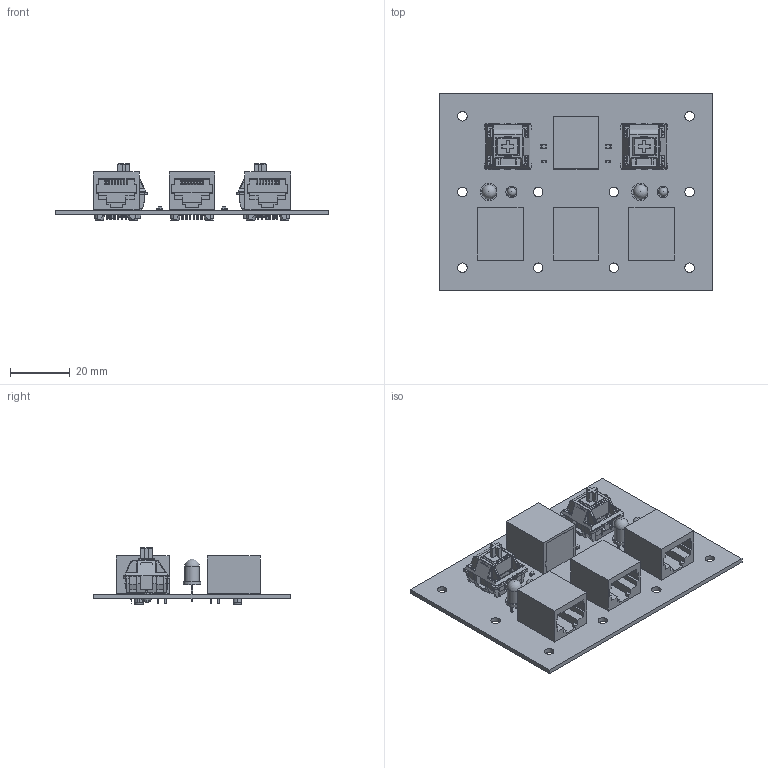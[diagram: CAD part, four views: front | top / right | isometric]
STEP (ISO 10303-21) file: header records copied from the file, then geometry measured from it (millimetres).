
FILE_DESCRIPTION(('KiCad electronic assembly'),'2;1');
FILE_NAME('front_panel_pc_mount.step','2025-05-28T01:44:09',('Pcbnew'),( 'Kicad'),'Open CASCADE STEP processor 7.8','KiCad to STEP converter' ,'Unknown');
FILE_SCHEMA(('AUTOMOTIVE_DESIGN { 1 0 10303 214 1 1 1 1 }'));
Length unit declared in the file: millimetre
Products named in the file (8): front_panel_pc_mount 1; LED_D3.0mm; LED_0603_1608Metric; 54602-908LF; SW_Cherry_MX_PCB; LED_0805_2012Metric; LED_D5.0mm; front_panel_pc_mount_PCB
Assembly tree (15 placements, depth 2):
  front_panel_pc_mount 1
    LED_D3.0mm  x2
    LED_0603_1608Metric  x2
    54602-908LF  x4
    SW_Cherry_MX_PCB  x2
    LED_0805_2012Metric  x2
    LED_D5.0mm  x2
    front_panel_pc_mount_PCB
Bounding box: 91.44 x 66.04 x 18.94 mm (x, y, z)
Volume: 20837 mm3; surface area: 28172.8 mm2
Topology: 91 solids, 91 shells, 2806 faces, 7154 edges, 4572 vertices
Faces by surface type: plane 1754, cylinder 776, torus 104, bspline 64, sphere 56, cone 52
Full cylindrical faces by diameter (mm): 0.76 x32, 0.9 x8, 1.5 x4, 1.75 x4, 3 x2, 3.2 x18, 4 x2, 4.9 x2
Entity records: 57698 total; most frequent: CARTESIAN_POINT 17997, ORIENTED_EDGE 6712, DIRECTION 6364, EDGE_CURVE 3356, LINE 2410, VECTOR 2410, VERTEX_POINT 2143, AXIS2_PLACEMENT_3D 1977
